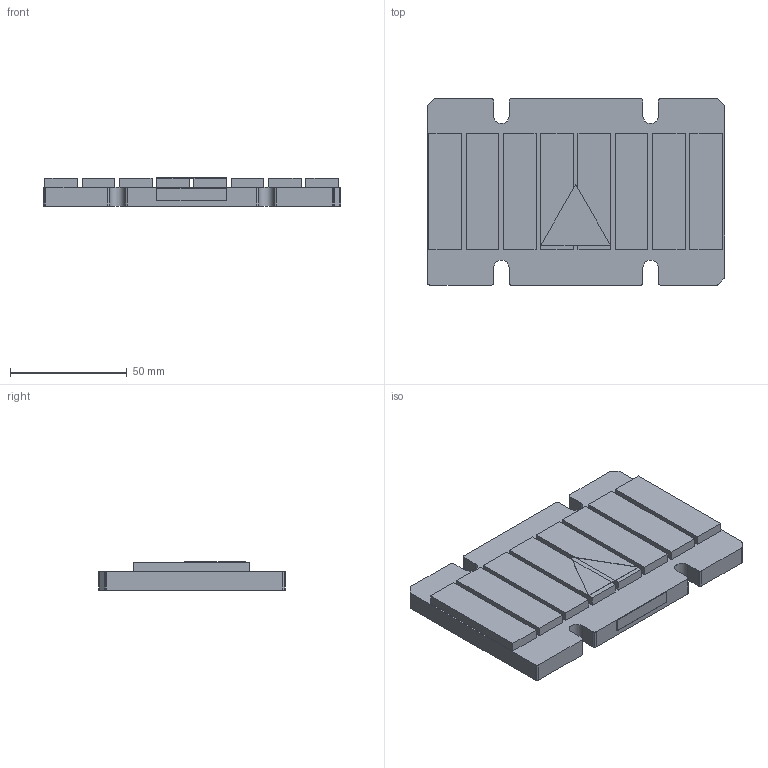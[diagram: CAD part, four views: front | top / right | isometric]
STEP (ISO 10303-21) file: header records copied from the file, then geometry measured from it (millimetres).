
FILE_DESCRIPTION((''),'2;1');
FILE_NAME('Mwd050-128.stp','2006-07-24T10:04:47',(''),(''),'AutoCAD STEP 2000i','AutoCAD 2000i',', , ');
FILE_SCHEMA(('CONFIG_CONTROL_DESIGN'));
Length unit declared in the file: millimetre
Products named in the file (6): MWD050-128; 120-08A; PIECE1; AIMANT; ETIQUETTE MISE EN GARDE; ETIQUETTE D'IDENTIFICATION
Assembly tree (11 placements, depth 3):
  MWD050-128
    120-08A
      PIECE1
    AIMANT  x8
    ETIQUETTE MISE EN GARDE
  ETIQUETTE D'IDENTIFICATION
Bounding box: 127.5 x 80.1 x 12.1 mm (x, y, z)
Volume: 101840.1 mm3; surface area: 40111.3 mm2
Topology: 11 solids, 11 shells, 114 faces, 276 edges, 184 vertices
Faces by surface type: plane 80, cylinder 34
Entity records: 2485 total; most frequent: DIRECTION 430, CARTESIAN_POINT 405, ORIENTED_EDGE 384, EDGE_CURVE 192, AXIS2_PLACEMENT_3D 153, VERTEX_POINT 128, VECTOR 124, LINE 124
